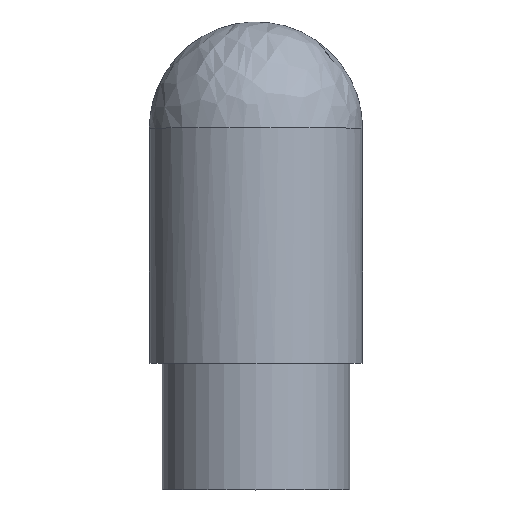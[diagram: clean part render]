
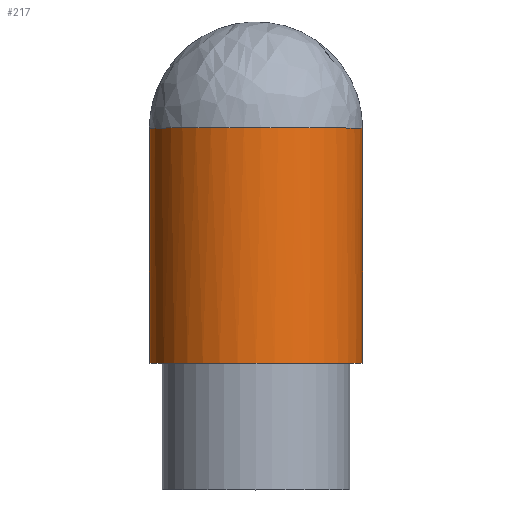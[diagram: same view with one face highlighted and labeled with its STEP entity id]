
A CAD part, top view. The second image highlights one B-rep face of the part: STEP entity #217.
In plain terms, the highlighted cylindrical face has radius 16.85 mm (diameter 33.7 mm), a full revolution.
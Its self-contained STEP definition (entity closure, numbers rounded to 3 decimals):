
#31=ELLIPSE('',#266,16.85,16.85);
#32=ELLIPSE('',#269,23.829,16.85);
#49=FACE_OUTER_BOUND('',#70,.T.);
#70=EDGE_LOOP('',(#188,#189,#190,#191,#192));
#80=LINE('',#584,#88);
#88=VECTOR('',#343,16.85);
#100=CIRCLE('',#272,16.85);
#113=VERTEX_POINT('',#572);
#114=VERTEX_POINT('',#573);
#116=VERTEX_POINT('',#583);
#137=EDGE_CURVE('',#114,#113,#31,.T.);
#140=EDGE_CURVE('',#114,#113,#32,.T.);
#141=EDGE_CURVE('',#113,#116,#80,.T.);
#142=EDGE_CURVE('',#116,#116,#100,.T.);
#188=ORIENTED_EDGE('',*,*,#137,.F.);
#189=ORIENTED_EDGE('',*,*,#140,.T.);
#190=ORIENTED_EDGE('',*,*,#141,.T.);
#191=ORIENTED_EDGE('',*,*,#142,.T.);
#192=ORIENTED_EDGE('',*,*,#141,.F.);
#202=CYLINDRICAL_SURFACE('',#271,16.85);
#217=ADVANCED_FACE('',(#49),#202,.T.);
#266=AXIS2_PLACEMENT_3D('',#575,#330,#331);
#269=AXIS2_PLACEMENT_3D('',#580,#337,#338);
#271=AXIS2_PLACEMENT_3D('',#582,#341,#342);
#272=AXIS2_PLACEMENT_3D('',#585,#344,#345);
#330=DIRECTION('center_axis',(0.,1.,-0.006));
#331=DIRECTION('ref_axis',(0.,0.006,1.));
#337=DIRECTION('center_axis',(0.,-0.707,0.707));
#338=DIRECTION('ref_axis',(0.,0.707,0.707));
#341=DIRECTION('center_axis',(0.,1.,0.));
#342=DIRECTION('ref_axis',(-1.,0.,0.));
#343=DIRECTION('',(0.,-1.,0.));
#344=DIRECTION('center_axis',(0.,1.,0.));
#345=DIRECTION('ref_axis',(-1.,0.,0.));
#572=CARTESIAN_POINT('',(16.85,37.15,0.));
#573=CARTESIAN_POINT('',(-16.85,37.15,0.));
#575=CARTESIAN_POINT('Origin',(0.,37.15,0.));
#580=CARTESIAN_POINT('Origin',(0.,37.15,0.));
#582=CARTESIAN_POINT('Origin',(0.,0.,0.));
#583=CARTESIAN_POINT('',(16.85,0.,0.));
#584=CARTESIAN_POINT('',(16.85,0.,0.));
#585=CARTESIAN_POINT('Origin',(0.,0.,0.));
